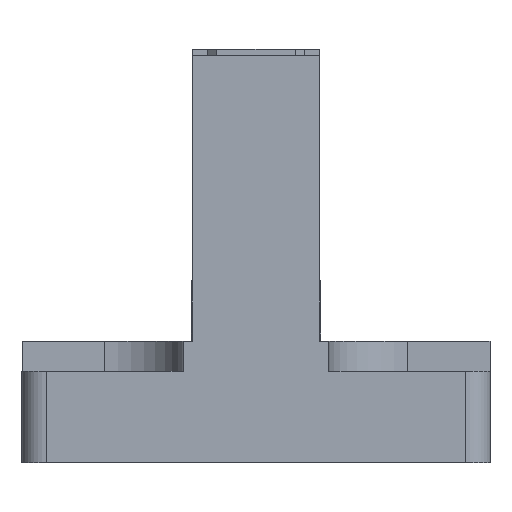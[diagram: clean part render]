
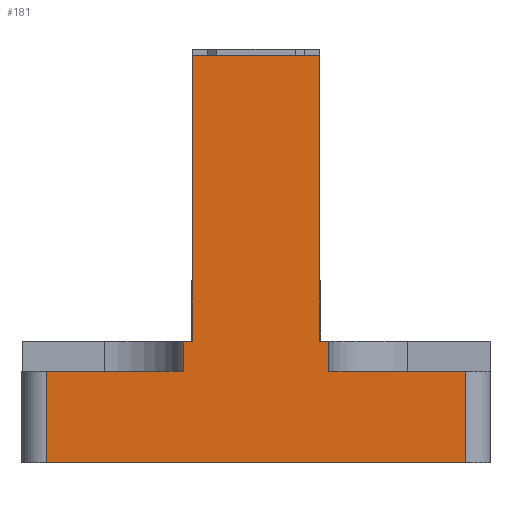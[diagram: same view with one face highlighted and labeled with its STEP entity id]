
A CAD part, left-side view. The second image highlights one B-rep face of the part: STEP entity #181.
In plain terms, the highlighted planar face has unit normal (-1, 0, 0).
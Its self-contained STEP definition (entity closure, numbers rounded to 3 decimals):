
#181 = ADVANCED_FACE( '', ( #273 ), #274, .F. );
#273 = FACE_OUTER_BOUND( '', #464, .T. );
#274 = PLANE( '', #465 );
#464 = EDGE_LOOP( '', ( #730, #731, #732, #733, #734, #735, #736, #737, #738, #739, #740, #741 ) );
#465 = AXIS2_PLACEMENT_3D( '', #742, #743, #744 );
#730 = ORIENTED_EDGE( '', *, *, #1350, .F. );
#731 = ORIENTED_EDGE( '', *, *, #1351, .T. );
#732 = ORIENTED_EDGE( '', *, *, #1352, .T. );
#733 = ORIENTED_EDGE( '', *, *, #1353, .T. );
#734 = ORIENTED_EDGE( '', *, *, #1354, .F. );
#735 = ORIENTED_EDGE( '', *, *, #1355, .T. );
#736 = ORIENTED_EDGE( '', *, *, #1313, .F. );
#737 = ORIENTED_EDGE( '', *, *, #1356, .F. );
#738 = ORIENTED_EDGE( '', *, *, #1357, .F. );
#739 = ORIENTED_EDGE( '', *, *, #1348, .T. );
#740 = ORIENTED_EDGE( '', *, *, #1303, .F. );
#741 = ORIENTED_EDGE( '', *, *, #1358, .F. );
#742 = CARTESIAN_POINT( '', ( -65.5, 38.5, 20. ) );
#743 = DIRECTION( '', ( 1., 0., 0. ) );
#744 = DIRECTION( '', ( 0., 0., -1. ) );
#1303 = EDGE_CURVE( '', #1517, #1519, #1520, .T. );
#1313 = EDGE_CURVE( '', #1537, #1539, #1540, .T. );
#1348 = EDGE_CURVE( '', #1602, #1519, #1603, .T. );
#1350 = EDGE_CURVE( '', #1605, #1606, #1607, .T. );
#1351 = EDGE_CURVE( '', #1605, #1608, #1609, .T. );
#1352 = EDGE_CURVE( '', #1608, #1610, #1611, .T. );
#1353 = EDGE_CURVE( '', #1610, #1612, #1613, .F. );
#1354 = EDGE_CURVE( '', #1614, #1612, #1615, .T. );
#1355 = EDGE_CURVE( '', #1614, #1539, #1616, .T. );
#1356 = EDGE_CURVE( '', #1617, #1537, #1618, .T. );
#1357 = EDGE_CURVE( '', #1602, #1617, #1619, .T. );
#1358 = EDGE_CURVE( '', #1606, #1517, #1620, .T. );
#1517 = VERTEX_POINT( '', #1869 );
#1519 = VERTEX_POINT( '', #1872 );
#1520 = LINE( '', #1873, #1874 );
#1537 = VERTEX_POINT( '', #1899 );
#1539 = VERTEX_POINT( '', #1902 );
#1540 = LINE( '', #1903, #1904 );
#1602 = VERTEX_POINT( '', #1996 );
#1603 = LINE( '', #1997, #1998 );
#1605 = VERTEX_POINT( '', #2001 );
#1606 = VERTEX_POINT( '', #2002 );
#1607 = LINE( '', #2003, #2004 );
#1608 = VERTEX_POINT( '', #2005 );
#1609 = LINE( '', #2006, #2007 );
#1610 = VERTEX_POINT( '', #2008 );
#1611 = LINE( '', #2009, #2010 );
#1612 = VERTEX_POINT( '', #2011 );
#1613 = LINE( '', #2012, #2013 );
#1614 = VERTEX_POINT( '', #2014 );
#1615 = LINE( '', #2015, #2016 );
#1616 = LINE( '', #2017, #2018 );
#1617 = VERTEX_POINT( '', #2019 );
#1618 = LINE( '', #2020, #2021 );
#1619 = LINE( '', #2022, #2023 );
#1620 = LINE( '', #2024, #2025 );
#1869 = CARTESIAN_POINT( '', ( -65.5, 12., 20. ) );
#1872 = CARTESIAN_POINT( '', ( -65.5, 10.5, 20. ) );
#1873 = CARTESIAN_POINT( '', ( -65.5, 38.5, 20. ) );
#1874 = VECTOR( '', #2370, 1000. );
#1899 = CARTESIAN_POINT( '', ( -65.5, -10.5, 20. ) );
#1902 = CARTESIAN_POINT( '', ( -65.5, -12., 20. ) );
#1903 = CARTESIAN_POINT( '', ( -65.5, 38.5, 20. ) );
#1904 = VECTOR( '', #2380, 1000. );
#1996 = CARTESIAN_POINT( '', ( -65.5, 10.5, 67. ) );
#1997 = CARTESIAN_POINT( '', ( -65.5, 10.5, 67. ) );
#1998 = VECTOR( '', #2423, 1000. );
#2001 = CARTESIAN_POINT( '', ( -65.5, 34.5, 15. ) );
#2002 = CARTESIAN_POINT( '', ( -65.5, 12., 15. ) );
#2003 = CARTESIAN_POINT( '', ( -65.5, 38.5, 15. ) );
#2004 = VECTOR( '', #2425, 1000. );
#2005 = CARTESIAN_POINT( '', ( -65.5, 34.5, 0. ) );
#2006 = CARTESIAN_POINT( '', ( -65.5, 34.5, 20. ) );
#2007 = VECTOR( '', #2426, 1000. );
#2008 = CARTESIAN_POINT( '', ( -65.5, -34.5, 0. ) );
#2009 = CARTESIAN_POINT( '', ( -65.5, 38.5, 0. ) );
#2010 = VECTOR( '', #2427, 1000. );
#2011 = CARTESIAN_POINT( '', ( -65.5, -34.5, 15. ) );
#2012 = CARTESIAN_POINT( '', ( -65.5, -34.5, 20. ) );
#2013 = VECTOR( '', #2428, 1000. );
#2014 = CARTESIAN_POINT( '', ( -65.5, -12., 15. ) );
#2015 = CARTESIAN_POINT( '', ( -65.5, -12., 15. ) );
#2016 = VECTOR( '', #2429, 1000. );
#2017 = CARTESIAN_POINT( '', ( -65.5, -12., 15. ) );
#2018 = VECTOR( '', #2430, 1000. );
#2019 = CARTESIAN_POINT( '', ( -65.5, -10.5, 67. ) );
#2020 = CARTESIAN_POINT( '', ( -65.5, -10.5, 67. ) );
#2021 = VECTOR( '', #2431, 1000. );
#2022 = CARTESIAN_POINT( '', ( -65.5, 10.5, 67. ) );
#2023 = VECTOR( '', #2432, 1000. );
#2024 = CARTESIAN_POINT( '', ( -65.5, 12., 15. ) );
#2025 = VECTOR( '', #2433, 1000. );
#2370 = DIRECTION( '', ( 0., -1., 0. ) );
#2380 = DIRECTION( '', ( 0., -1., 0. ) );
#2423 = DIRECTION( '', ( 0., 0., -1. ) );
#2425 = DIRECTION( '', ( 0., -1., 0. ) );
#2426 = DIRECTION( '', ( 0., 0., -1. ) );
#2427 = DIRECTION( '', ( 0., -1., 0. ) );
#2428 = DIRECTION( '', ( 0., 0., -1. ) );
#2429 = DIRECTION( '', ( 0., -1., 0. ) );
#2430 = DIRECTION( '', ( 0., 0., 1. ) );
#2431 = DIRECTION( '', ( 0., 0., -1. ) );
#2432 = DIRECTION( '', ( 0., -1., 0. ) );
#2433 = DIRECTION( '', ( 0., 0., 1. ) );
